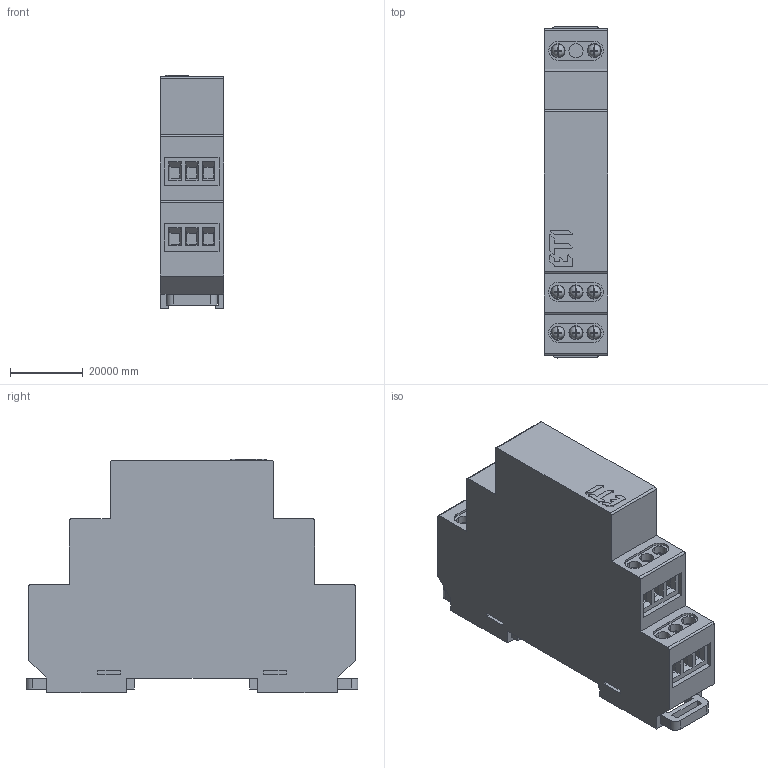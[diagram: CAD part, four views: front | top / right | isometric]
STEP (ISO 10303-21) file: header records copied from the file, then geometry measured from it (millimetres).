
FILE_DESCRIPTION((''),'2;1');
FILE_NAME('ETR-82TOAA_ASM','2020-11-03T',('marketing.praksa'),('Audax d.o.o.'),'CREO PARAMETRIC BY PTC INC, 2017480','CREO PARAMETRIC BY PTC INC, 2017480','');
FILE_SCHEMA(('AUTOMOTIVE_DESIGN { 1 0 10303 214 1 1 1 1 }'));
Length unit declared in the file: metre
Products named in the file (17): TMP_DWG_42; TMP_DWG_43; TMP_DWG_44; TMP_DWG_45; TMP_DWG_46; TMP_DWG_47; TMP_DWG_48; TMP_DWG_49; TMP_DWG_50_1; TMP_DWG_50_2; TMP_DWG_50_3; TMP_DWG_50_ASM; TMP_DWG_51; TMP_DWG_52; TMP_DWG_53; TMP_DWG_54; ETR-82TOAA_ASM
Assembly tree (16 placements, depth 3):
  ETR-82TOAA_ASM
    TMP_DWG_42
    TMP_DWG_43
    TMP_DWG_44
    TMP_DWG_45
    TMP_DWG_46
    TMP_DWG_47
    TMP_DWG_48
    TMP_DWG_49
    TMP_DWG_50_ASM
      TMP_DWG_50_1
      TMP_DWG_50_2
      TMP_DWG_50_3
    TMP_DWG_51
    TMP_DWG_52
    TMP_DWG_53
    TMP_DWG_54
Bounding box: 17500.2 x 91326.85 x 64121.01 mm (x, y, z)
Volume: 1973112047415.4 mm3; surface area: 19030446515.1 mm2
Topology: 14 solids, 15 shells, 460 faces, 1196 edges, 788 vertices
Faces by surface type: plane 377, cylinder 63, sphere 16, extrusion 4
Entity records: 21920 total; most frequent: CARTESIAN_POINT 2569, DIRECTION 2474, ORIENTED_EDGE 2384, PRESENTATION_STYLE_ASSIGNMENT 1656, STYLED_ITEM 1545, EDGE_CURVE 1196, CURVE_STYLE 1188, VECTOR 902
